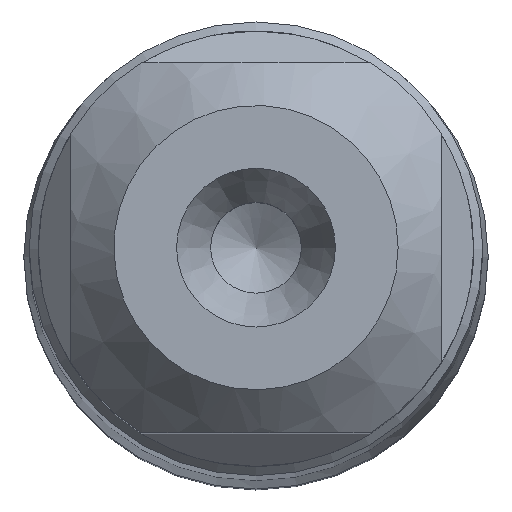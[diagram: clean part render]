
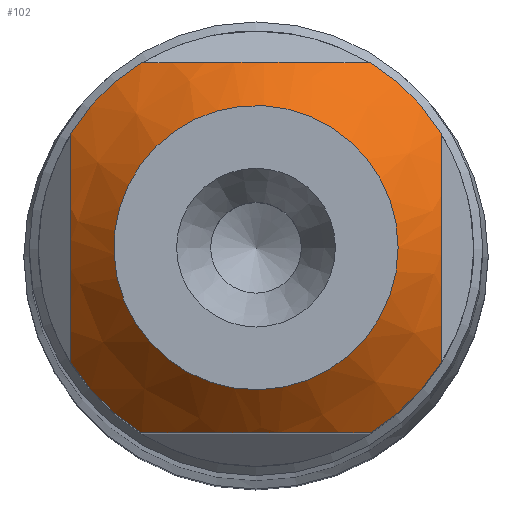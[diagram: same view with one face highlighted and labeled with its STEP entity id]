
A CAD part, top view. The second image highlights one B-rep face of the part: STEP entity #102.
In plain terms, the highlighted conical face has half-angle 45 degrees and reference radius 1.88 mm.
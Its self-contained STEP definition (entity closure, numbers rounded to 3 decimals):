
#102=ADVANCED_FACE('',(#144,#145),#133,.T.);
#133=CONICAL_SURFACE('',#483,1.88,45.);
#144=FACE_BOUND('',#186,.T.);
#145=FACE_BOUND('',#187,.T.);
#186=EDGE_LOOP('',(#236));
#187=EDGE_LOOP('',(#237,#238,#239,#240,#241,#242,#243,#244));
#236=ORIENTED_EDGE('',*,*,#362,.F.);
#237=ORIENTED_EDGE('',*,*,#363,.T.);
#238=ORIENTED_EDGE('',*,*,#364,.T.);
#239=ORIENTED_EDGE('',*,*,#365,.T.);
#240=ORIENTED_EDGE('',*,*,#366,.T.);
#241=ORIENTED_EDGE('',*,*,#367,.T.);
#242=ORIENTED_EDGE('',*,*,#368,.T.);
#243=ORIENTED_EDGE('',*,*,#369,.T.);
#244=ORIENTED_EDGE('',*,*,#370,.T.);
#324=VERTEX_POINT('',#714);
#325=VERTEX_POINT('',#716);
#326=VERTEX_POINT('',#717);
#327=VERTEX_POINT('',#724);
#328=VERTEX_POINT('',#726);
#329=VERTEX_POINT('',#733);
#330=VERTEX_POINT('',#735);
#331=VERTEX_POINT('',#742);
#332=VERTEX_POINT('',#744);
#362=EDGE_CURVE('',#324,#324,#406,.T.);
#363=EDGE_CURVE('',#325,#326,#407,.T.);
#364=EDGE_CURVE('',#326,#327,#439,.T.);
#365=EDGE_CURVE('',#327,#328,#408,.T.);
#366=EDGE_CURVE('',#328,#329,#440,.T.);
#367=EDGE_CURVE('',#329,#330,#409,.T.);
#368=EDGE_CURVE('',#330,#331,#441,.T.);
#369=EDGE_CURVE('',#331,#332,#410,.T.);
#370=EDGE_CURVE('',#332,#325,#442,.T.);
#406=CIRCLE('',#478,1.88);
#407=CIRCLE('',#479,2.88);
#408=CIRCLE('',#480,2.88);
#409=CIRCLE('',#481,2.88);
#410=CIRCLE('',#482,2.88);
#439=B_SPLINE_CURVE_WITH_KNOTS('',3,(#718,#719,#720,#721,#722,#723),
 .UNSPECIFIED.,.F.,.F.,(4,2,4),(0.,0.5,1.),.UNSPECIFIED.);
#440=B_SPLINE_CURVE_WITH_KNOTS('',3,(#727,#728,#729,#730,#731,#732),
 .UNSPECIFIED.,.F.,.F.,(4,2,4),(0.,0.5,1.),.UNSPECIFIED.);
#441=B_SPLINE_CURVE_WITH_KNOTS('',3,(#736,#737,#738,#739,#740,#741),
 .UNSPECIFIED.,.F.,.F.,(4,2,4),(0.,0.5,1.),.UNSPECIFIED.);
#442=B_SPLINE_CURVE_WITH_KNOTS('',3,(#745,#746,#747,#748,#749,#750),
 .UNSPECIFIED.,.F.,.F.,(4,2,4),(0.,0.5,1.),.UNSPECIFIED.);
#478=AXIS2_PLACEMENT_3D('',#713,#545,#546);
#479=AXIS2_PLACEMENT_3D('',#715,#547,#548);
#480=AXIS2_PLACEMENT_3D('',#725,#549,#550);
#481=AXIS2_PLACEMENT_3D('',#734,#551,#552);
#482=AXIS2_PLACEMENT_3D('',#743,#553,#554);
#483=AXIS2_PLACEMENT_3D('',#751,#555,#556);
#545=DIRECTION('',(0.,0.,1.));
#546=DIRECTION('',(1.,0.,0.));
#547=DIRECTION('',(0.,0.,1.));
#548=DIRECTION('',(-1.,0.,0.));
#549=DIRECTION('',(0.,0.,1.));
#550=DIRECTION('',(-1.,0.,0.));
#551=DIRECTION('',(0.,0.,1.));
#552=DIRECTION('',(-1.,0.,0.));
#553=DIRECTION('',(0.,0.,1.));
#554=DIRECTION('',(-1.,0.,0.));
#555=DIRECTION('',(0.,0.,-1.));
#556=DIRECTION('',(-1.,0.,0.));
#713=CARTESIAN_POINT('',(0.,0.,0.));
#714=CARTESIAN_POINT('',(1.88,0.,0.));
#715=CARTESIAN_POINT('',(0.,0.,-1.));
#716=CARTESIAN_POINT('',(1.514,-2.45,-1.));
#717=CARTESIAN_POINT('',(2.45,-1.514,-1.));
#718=CARTESIAN_POINT('',(2.45,-1.514,-1.));
#719=CARTESIAN_POINT('',(2.45,-1.043,-0.752));
#720=CARTESIAN_POINT('',(2.45,-0.528,-0.57));
#721=CARTESIAN_POINT('',(2.45,0.527,-0.57));
#722=CARTESIAN_POINT('',(2.45,1.043,-0.752));
#723=CARTESIAN_POINT('',(2.45,1.514,-1.));
#724=CARTESIAN_POINT('',(2.45,1.514,-1.));
#725=CARTESIAN_POINT('',(0.,0.,-1.));
#726=CARTESIAN_POINT('',(1.514,2.45,-1.));
#727=CARTESIAN_POINT('',(1.514,2.45,-1.));
#728=CARTESIAN_POINT('',(1.043,2.45,-0.752));
#729=CARTESIAN_POINT('',(0.528,2.45,-0.57));
#730=CARTESIAN_POINT('',(-0.527,2.45,-0.57));
#731=CARTESIAN_POINT('',(-1.043,2.45,-0.752));
#732=CARTESIAN_POINT('',(-1.514,2.45,-1.));
#733=CARTESIAN_POINT('',(-1.514,2.45,-1.));
#734=CARTESIAN_POINT('',(0.,0.,-1.));
#735=CARTESIAN_POINT('',(-2.45,1.514,-1.));
#736=CARTESIAN_POINT('',(-2.45,1.514,-1.));
#737=CARTESIAN_POINT('',(-2.45,1.043,-0.752));
#738=CARTESIAN_POINT('',(-2.45,0.527,-0.57));
#739=CARTESIAN_POINT('',(-2.45,-0.528,-0.57));
#740=CARTESIAN_POINT('',(-2.45,-1.043,-0.752));
#741=CARTESIAN_POINT('',(-2.45,-1.514,-1.));
#742=CARTESIAN_POINT('',(-2.45,-1.514,-1.));
#743=CARTESIAN_POINT('',(0.,0.,-1.));
#744=CARTESIAN_POINT('',(-1.514,-2.45,-1.));
#745=CARTESIAN_POINT('',(-1.514,-2.45,-1.));
#746=CARTESIAN_POINT('',(-1.043,-2.45,-0.752));
#747=CARTESIAN_POINT('',(-0.527,-2.45,-0.57));
#748=CARTESIAN_POINT('',(0.528,-2.45,-0.57));
#749=CARTESIAN_POINT('',(1.043,-2.45,-0.752));
#750=CARTESIAN_POINT('',(1.514,-2.45,-1.));
#751=CARTESIAN_POINT('',(0.,0.,0.));
